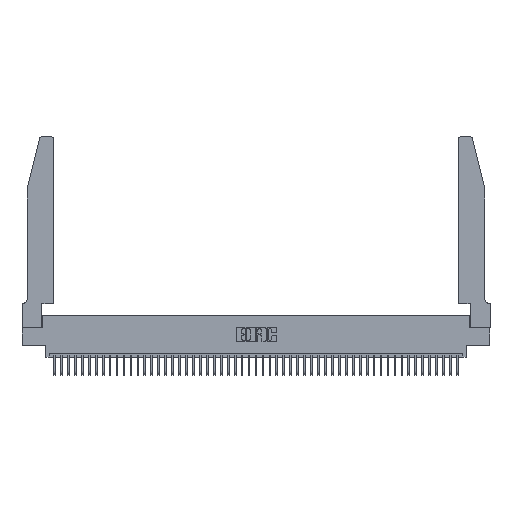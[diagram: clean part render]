
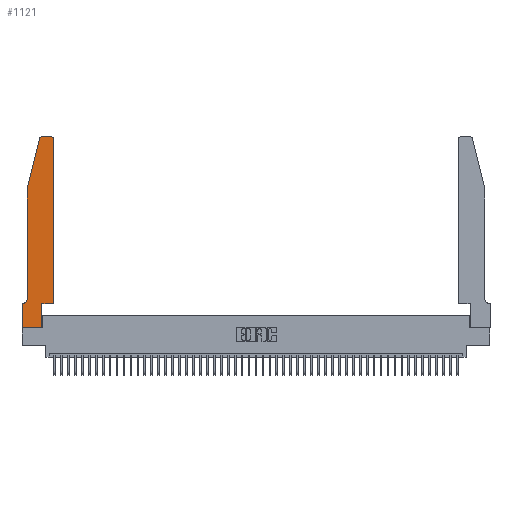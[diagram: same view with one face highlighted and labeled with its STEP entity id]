
A CAD part, top view. The second image highlights one B-rep face of the part: STEP entity #1121.
In plain terms, the highlighted planar face has unit normal (0, 0, 1).
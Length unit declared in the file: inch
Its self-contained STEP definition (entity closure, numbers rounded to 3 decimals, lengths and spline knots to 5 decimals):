
#1121 = ADVANCED_FACE ( 'NONE', ( #11839 ), #20891, .T. ) ;
#1790 = CARTESIAN_POINT ( 'NONE',  ( 0.2605, 2.75, 0.37 ) ) ;
#1804 = EDGE_CURVE ( 'NONE', #26647, #19741, #9994, .T. ) ;
#2380 = VERTEX_POINT ( 'NONE', #10904 ) ;
#2397 = CARTESIAN_POINT ( 'NONE',  ( 0.4505, 0.35, 0.37 ) ) ;
#3276 = VECTOR ( 'NONE', #43963, 39.37008 ) ;
#3306 = ORIENTED_EDGE ( 'NONE', *, *, #25361, .T. ) ;
#4063 = EDGE_CURVE ( 'NONE', #21073, #45635, #12591, .T. ) ;
#4253 = DIRECTION ( 'NONE',  ( 0., 1., 0. ) ) ;
#4523 = DIRECTION ( 'NONE',  ( 0., -1., 0. ) ) ;
#4659 = AXIS2_PLACEMENT_3D ( 'NONE', #30156, #8337, #33808 ) ;
#4724 = ORIENTED_EDGE ( 'NONE', *, *, #15598, .T. ) ;
#4747 = CARTESIAN_POINT ( 'NONE',  ( 0.0055, 0.35, 0.37 ) ) ;
#6911 = VERTEX_POINT ( 'NONE', #37705 ) ;
#7245 = DIRECTION ( 'NONE',  ( 0., 0., 1. ) ) ;
#8300 = CARTESIAN_POINT ( 'NONE',  ( 0., 0., 0.37 ) ) ;
#8337 = DIRECTION ( 'NONE',  ( 0., 0., 1. ) ) ;
#8710 = CARTESIAN_POINT ( 'NONE',  ( 0.0755, 2., 0.37 ) ) ;
#9385 = CARTESIAN_POINT ( 'NONE',  ( 0.4505, 0.35, 0.37 ) ) ;
#9994 = LINE ( 'NONE', #1790, #37888 ) ;
#10236 = EDGE_CURVE ( 'NONE', #46194, #12542, #32258, .T. ) ;
#10271 = CARTESIAN_POINT ( 'NONE',  ( 0., 0., 0.37 ) ) ;
#10904 = CARTESIAN_POINT ( 'NONE',  ( 0.4505, 2.72, 0.37 ) ) ;
#11839 = FACE_OUTER_BOUND ( 'NONE', #13770, .T. ) ;
#11992 = CARTESIAN_POINT ( 'NONE',  ( 0.0055, 0.42, 0.37 ) ) ;
#12377 = DIRECTION ( 'NONE',  ( 0., -1., 0. ) ) ;
#12542 = VERTEX_POINT ( 'NONE', #44297 ) ;
#12591 = LINE ( 'NONE', #23837, #30822 ) ;
#12602 = EDGE_CURVE ( 'NONE', #45635, #37463, #21797, .T. ) ;
#13095 = CIRCLE ( 'NONE', #46406, 0.07 ) ;
#13561 = VECTOR ( 'NONE', #4253, 39.37008 ) ;
#13770 = EDGE_LOOP ( 'NONE', ( #40871, #3306, #17089, #33180, #4724, #18560, #21558, #17915, #36556, #14291, #32302, #24197 ) ) ;
#13772 = AXIS2_PLACEMENT_3D ( 'NONE', #28029, #46347, #24541 ) ;
#14291 = ORIENTED_EDGE ( 'NONE', *, *, #37259, .T. ) ;
#14514 = CARTESIAN_POINT ( 'NONE',  ( 0.25487, 2.72718, 0.37 ) ) ;
#14791 = CARTESIAN_POINT ( 'NONE',  ( 0.0755, 2., 0.37 ) ) ;
#15598 = EDGE_CURVE ( 'NONE', #28968, #21073, #13095, .T. ) ;
#15650 = DIRECTION ( 'NONE',  ( -1., 0., 0. ) ) ;
#17089 = ORIENTED_EDGE ( 'NONE', *, *, #10236, .T. ) ;
#17889 = CIRCLE ( 'NONE', #4659, 0.03 ) ;
#17915 = ORIENTED_EDGE ( 'NONE', *, *, #17974, .T. ) ;
#17974 = EDGE_CURVE ( 'NONE', #37463, #33784, #24260, .T. ) ;
#18560 = ORIENTED_EDGE ( 'NONE', *, *, #4063, .T. ) ;
#19741 = VERTEX_POINT ( 'NONE', #40801 ) ;
#20882 = CIRCLE ( 'NONE', #37671, 0.03 ) ;
#20891 = PLANE ( 'NONE',  #13772 ) ;
#21073 = VERTEX_POINT ( 'NONE', #4747 ) ;
#21285 = VERTEX_POINT ( 'NONE', #2397 ) ;
#21462 = VECTOR ( 'NONE', #42191, 39.37008 ) ;
#21558 = ORIENTED_EDGE ( 'NONE', *, *, #12602, .T. ) ;
#21797 = LINE ( 'NONE', #8300, #42322 ) ;
#23370 = LINE ( 'NONE', #42879, #40420 ) ;
#23837 = CARTESIAN_POINT ( 'NONE',  ( 0.0755, 0.35, 0.37 ) ) ;
#24197 = ORIENTED_EDGE ( 'NONE', *, *, #40916, .T. ) ;
#24260 = LINE ( 'NONE', #10271, #42483 ) ;
#24433 = LINE ( 'NONE', #29687, #13561 ) ;
#24541 = DIRECTION ( 'NONE',  ( 1., 0., 0. ) ) ;
#25361 = EDGE_CURVE ( 'NONE', #19741, #46194, #17889, .T. ) ;
#25593 = LINE ( 'NONE', #8710, #43827 ) ;
#25661 = CARTESIAN_POINT ( 'NONE',  ( 0., 0., 0.37 ) ) ;
#25713 = CARTESIAN_POINT ( 'NONE',  ( 0.2865, 0., 0.37 ) ) ;
#26647 = VERTEX_POINT ( 'NONE', #45194 ) ;
#28029 = CARTESIAN_POINT ( 'NONE',  ( 0., 0.35, 0.37 ) ) ;
#28412 = DIRECTION ( 'NONE',  ( 1., 0., 0. ) ) ;
#28629 = DIRECTION ( 'NONE',  ( -1., 0., 0. ) ) ;
#28968 = VERTEX_POINT ( 'NONE', #46513 ) ;
#29078 = CARTESIAN_POINT ( 'NONE',  ( 0.4205, 2.72, 0.37 ) ) ;
#29687 = CARTESIAN_POINT ( 'NONE',  ( 0.2865, 0.35, 0.37 ) ) ;
#30156 = CARTESIAN_POINT ( 'NONE',  ( 0.284, 2.72, 0.37 ) ) ;
#30822 = VECTOR ( 'NONE', #45666, 39.37008 ) ;
#31142 = LINE ( 'NONE', #9385, #21462 ) ;
#32258 = LINE ( 'NONE', #14791, #3276 ) ;
#32302 = ORIENTED_EDGE ( 'NONE', *, *, #40618, .T. ) ;
#32717 = DIRECTION ( 'NONE',  ( 1., 0., 0. ) ) ;
#33180 = ORIENTED_EDGE ( 'NONE', *, *, #38327, .T. ) ;
#33784 = VERTEX_POINT ( 'NONE', #25713 ) ;
#33808 = DIRECTION ( 'NONE',  ( 1., 0., 0. ) ) ;
#36556 = ORIENTED_EDGE ( 'NONE', *, *, #38829, .T. ) ;
#36855 = CARTESIAN_POINT ( 'NONE',  ( 0., 0.35, 0.37 ) ) ;
#37259 = EDGE_CURVE ( 'NONE', #6911, #21285, #23370, .T. ) ;
#37433 = DIRECTION ( 'NONE',  ( 0., 0., -1. ) ) ;
#37463 = VERTEX_POINT ( 'NONE', #25661 ) ;
#37671 = AXIS2_PLACEMENT_3D ( 'NONE', #29078, #7245, #32717 ) ;
#37705 = CARTESIAN_POINT ( 'NONE',  ( 0.2865, 0.35, 0.37 ) ) ;
#37888 = VECTOR ( 'NONE', #28629, 39.37008 ) ;
#38327 = EDGE_CURVE ( 'NONE', #12542, #28968, #25593, .T. ) ;
#38829 = EDGE_CURVE ( 'NONE', #33784, #6911, #24433, .T. ) ;
#40420 = VECTOR ( 'NONE', #46541, 39.37008 ) ;
#40618 = EDGE_CURVE ( 'NONE', #21285, #2380, #31142, .T. ) ;
#40801 = CARTESIAN_POINT ( 'NONE',  ( 0.284, 2.75, 0.37 ) ) ;
#40871 = ORIENTED_EDGE ( 'NONE', *, *, #1804, .T. ) ;
#40916 = EDGE_CURVE ( 'NONE', #2380, #26647, #20882, .T. ) ;
#42191 = DIRECTION ( 'NONE',  ( 0., 1., 0. ) ) ;
#42322 = VECTOR ( 'NONE', #4523, 39.37008 ) ;
#42483 = VECTOR ( 'NONE', #28412, 39.37008 ) ;
#42879 = CARTESIAN_POINT ( 'NONE',  ( 0.4505, 0.35, 0.37 ) ) ;
#43827 = VECTOR ( 'NONE', #12377, 39.37008 ) ;
#43963 = DIRECTION ( 'NONE',  ( -0.239, -0.971, 0. ) ) ;
#44297 = CARTESIAN_POINT ( 'NONE',  ( 0.0755, 2., 0.37 ) ) ;
#45194 = CARTESIAN_POINT ( 'NONE',  ( 0.4205, 2.75, 0.37 ) ) ;
#45635 = VERTEX_POINT ( 'NONE', #36855 ) ;
#45666 = DIRECTION ( 'NONE',  ( -1., 0., 0. ) ) ;
#46194 = VERTEX_POINT ( 'NONE', #14514 ) ;
#46347 = DIRECTION ( 'NONE',  ( 0., 0., 1. ) ) ;
#46406 = AXIS2_PLACEMENT_3D ( 'NONE', #11992, #37433, #15650 ) ;
#46513 = CARTESIAN_POINT ( 'NONE',  ( 0.0755, 0.42, 0.37 ) ) ;
#46541 = DIRECTION ( 'NONE',  ( 1., 0., 0. ) ) ;
